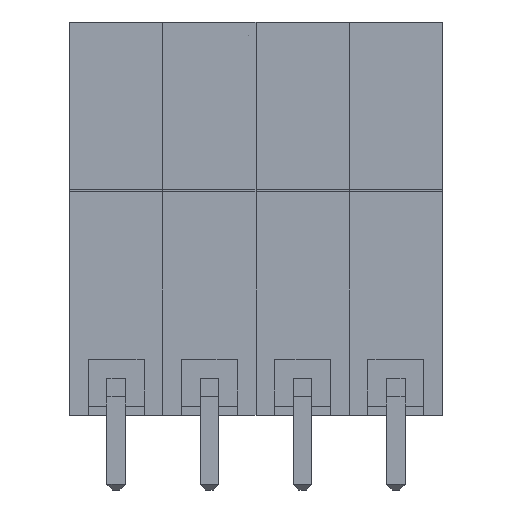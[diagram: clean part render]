
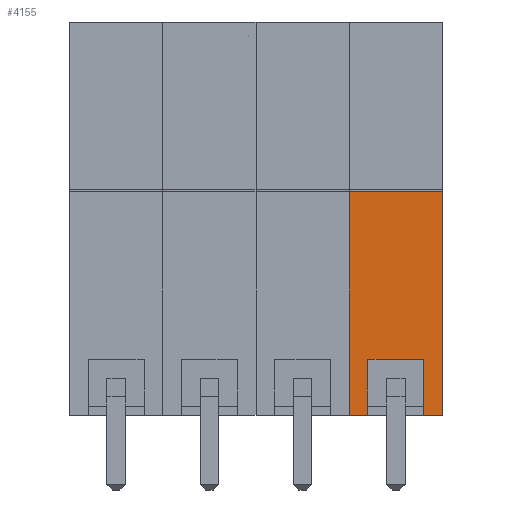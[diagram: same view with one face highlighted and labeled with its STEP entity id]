
A CAD part, left-side view. The second image highlights one B-rep face of the part: STEP entity #4155.
In plain terms, the highlighted planar face has unit normal (-1, 0, 0).
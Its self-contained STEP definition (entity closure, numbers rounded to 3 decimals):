
#3112 = VERTEX_POINT('',#3113);
#3113 = CARTESIAN_POINT('',(-4.,2.5,0.));
#3122 = PLANE('',#3123);
#3123 = AXIS2_PLACEMENT_3D('',#3124,#3125,#3126);
#3124 = CARTESIAN_POINT('',(-4.,2.5,0.));
#3125 = DIRECTION('',(0.,0.,1.));
#3126 = DIRECTION('',(1.,0.,0.));
#3134 = PLANE('',#3135);
#3135 = AXIS2_PLACEMENT_3D('',#3136,#3137,#3138);
#3136 = CARTESIAN_POINT('',(-4.,2.5,0.));
#3137 = DIRECTION('',(0.,1.,0.));
#3138 = DIRECTION('',(0.,0.,1.));
#3146 = EDGE_CURVE('',#3112,#3147,#3149,.T.);
#3147 = VERTEX_POINT('',#3148);
#3148 = CARTESIAN_POINT('',(-4.,1.5,0.));
#3149 = SURFACE_CURVE('',#3150,(#3154,#3161),.PCURVE_S1.);
#3150 = LINE('',#3151,#3152);
#3151 = CARTESIAN_POINT('',(-4.,2.5,0.));
#3152 = VECTOR('',#3153,1.);
#3153 = DIRECTION('',(0.,-1.,0.));
#3154 = PCURVE('',#3122,#3155);
#3155 = DEFINITIONAL_REPRESENTATION('',(#3156),#3160);
#3156 = LINE('',#3157,#3158);
#3157 = CARTESIAN_POINT('',(0.,0.));
#3158 = VECTOR('',#3159,1.);
#3159 = DIRECTION('',(0.,-1.));
#3160 = ( GEOMETRIC_REPRESENTATION_CONTEXT(2) 
PARAMETRIC_REPRESENTATION_CONTEXT() REPRESENTATION_CONTEXT('2D SPACE',''
  ) );
#3161 = PCURVE('',#3162,#3167);
#3162 = PLANE('',#3163);
#3163 = AXIS2_PLACEMENT_3D('',#3164,#3165,#3166);
#3164 = CARTESIAN_POINT('',(-4.,2.5,12.));
#3165 = DIRECTION('',(1.,0.,0.));
#3166 = DIRECTION('',(0.,0.,-1.));
#3167 = DEFINITIONAL_REPRESENTATION('',(#3168),#3172);
#3168 = LINE('',#3169,#3170);
#3169 = CARTESIAN_POINT('',(12.,0.));
#3170 = VECTOR('',#3171,1.);
#3171 = DIRECTION('',(0.,-1.));
#3172 = ( GEOMETRIC_REPRESENTATION_CONTEXT(2) 
PARAMETRIC_REPRESENTATION_CONTEXT() REPRESENTATION_CONTEXT('2D SPACE',''
  ) );
#3190 = PLANE('',#3191);
#3191 = AXIS2_PLACEMENT_3D('',#3192,#3193,#3194);
#3192 = CARTESIAN_POINT('',(-4.,1.5,0.));
#3193 = DIRECTION('',(0.,-1.,0.));
#3194 = DIRECTION('',(0.,0.,1.));
#3287 = VERTEX_POINT('',#3288);
#3288 = CARTESIAN_POINT('',(-4.,-1.5,0.));
#3302 = PLANE('',#3303);
#3303 = AXIS2_PLACEMENT_3D('',#3304,#3305,#3306);
#3304 = CARTESIAN_POINT('',(-4.,-1.5,3.));
#3305 = DIRECTION('',(0.,1.,0.));
#3306 = DIRECTION('',(0.,0.,-1.));
#3314 = EDGE_CURVE('',#3287,#3315,#3317,.T.);
#3315 = VERTEX_POINT('',#3316);
#3316 = CARTESIAN_POINT('',(-4.,-2.5,0.));
#3317 = SURFACE_CURVE('',#3318,(#3322,#3329),.PCURVE_S1.);
#3318 = LINE('',#3319,#3320);
#3319 = CARTESIAN_POINT('',(-4.,2.5,0.));
#3320 = VECTOR('',#3321,1.);
#3321 = DIRECTION('',(0.,-1.,0.));
#3322 = PCURVE('',#3122,#3323);
#3323 = DEFINITIONAL_REPRESENTATION('',(#3324),#3328);
#3324 = LINE('',#3325,#3326);
#3325 = CARTESIAN_POINT('',(0.,0.));
#3326 = VECTOR('',#3327,1.);
#3327 = DIRECTION('',(0.,-1.));
#3328 = ( GEOMETRIC_REPRESENTATION_CONTEXT(2) 
PARAMETRIC_REPRESENTATION_CONTEXT() REPRESENTATION_CONTEXT('2D SPACE',''
  ) );
#3329 = PCURVE('',#3162,#3330);
#3330 = DEFINITIONAL_REPRESENTATION('',(#3331),#3335);
#3331 = LINE('',#3332,#3333);
#3332 = CARTESIAN_POINT('',(12.,0.));
#3333 = VECTOR('',#3334,1.);
#3334 = DIRECTION('',(0.,-1.));
#3335 = ( GEOMETRIC_REPRESENTATION_CONTEXT(2) 
PARAMETRIC_REPRESENTATION_CONTEXT() REPRESENTATION_CONTEXT('2D SPACE',''
  ) );
#3353 = PLANE('',#3354);
#3354 = AXIS2_PLACEMENT_3D('',#3355,#3356,#3357);
#3355 = CARTESIAN_POINT('',(-4.,-2.5,0.));
#3356 = DIRECTION('',(0.,1.,0.));
#3357 = DIRECTION('',(0.,0.,1.));
#3395 = EDGE_CURVE('',#3396,#3112,#3398,.T.);
#3396 = VERTEX_POINT('',#3397);
#3397 = CARTESIAN_POINT('',(-4.,2.5,12.));
#3398 = SURFACE_CURVE('',#3399,(#3403,#3410),.PCURVE_S1.);
#3399 = LINE('',#3400,#3401);
#3400 = CARTESIAN_POINT('',(-4.,2.5,12.));
#3401 = VECTOR('',#3402,1.);
#3402 = DIRECTION('',(0.,0.,-1.));
#3403 = PCURVE('',#3134,#3404);
#3404 = DEFINITIONAL_REPRESENTATION('',(#3405),#3409);
#3405 = LINE('',#3406,#3407);
#3406 = CARTESIAN_POINT('',(12.,0.));
#3407 = VECTOR('',#3408,1.);
#3408 = DIRECTION('',(-1.,0.));
#3409 = ( GEOMETRIC_REPRESENTATION_CONTEXT(2) 
PARAMETRIC_REPRESENTATION_CONTEXT() REPRESENTATION_CONTEXT('2D SPACE',''
  ) );
#3410 = PCURVE('',#3162,#3411);
#3411 = DEFINITIONAL_REPRESENTATION('',(#3412),#3416);
#3412 = LINE('',#3413,#3414);
#3413 = CARTESIAN_POINT('',(0.,0.));
#3414 = VECTOR('',#3415,1.);
#3415 = DIRECTION('',(1.,0.));
#3416 = ( GEOMETRIC_REPRESENTATION_CONTEXT(2) 
PARAMETRIC_REPRESENTATION_CONTEXT() REPRESENTATION_CONTEXT('2D SPACE',''
  ) );
#3434 = PLANE('',#3435);
#3435 = AXIS2_PLACEMENT_3D('',#3436,#3437,#3438);
#3436 = CARTESIAN_POINT('',(-3.,2.5,12.));
#3437 = DIRECTION('',(0.,0.,-1.));
#3438 = DIRECTION('',(-1.,0.,0.));
#3828 = EDGE_CURVE('',#3829,#3315,#3831,.T.);
#3829 = VERTEX_POINT('',#3830);
#3830 = CARTESIAN_POINT('',(-4.,-2.5,12.));
#3831 = SURFACE_CURVE('',#3832,(#3836,#3843),.PCURVE_S1.);
#3832 = LINE('',#3833,#3834);
#3833 = CARTESIAN_POINT('',(-4.,-2.5,12.));
#3834 = VECTOR('',#3835,1.);
#3835 = DIRECTION('',(0.,0.,-1.));
#3836 = PCURVE('',#3353,#3837);
#3837 = DEFINITIONAL_REPRESENTATION('',(#3838),#3842);
#3838 = LINE('',#3839,#3840);
#3839 = CARTESIAN_POINT('',(12.,0.));
#3840 = VECTOR('',#3841,1.);
#3841 = DIRECTION('',(-1.,0.));
#3842 = ( GEOMETRIC_REPRESENTATION_CONTEXT(2) 
PARAMETRIC_REPRESENTATION_CONTEXT() REPRESENTATION_CONTEXT('2D SPACE',''
  ) );
#3843 = PCURVE('',#3162,#3844);
#3844 = DEFINITIONAL_REPRESENTATION('',(#3845),#3849);
#3845 = LINE('',#3846,#3847);
#3846 = CARTESIAN_POINT('',(0.,-5.));
#3847 = VECTOR('',#3848,1.);
#3848 = DIRECTION('',(1.,0.));
#3849 = ( GEOMETRIC_REPRESENTATION_CONTEXT(2) 
PARAMETRIC_REPRESENTATION_CONTEXT() REPRESENTATION_CONTEXT('2D SPACE',''
  ) );
#4155 = ADVANCED_FACE('',(#4156),#3162,.F.);
#4156 = FACE_BOUND('',#4157,.F.);
#4157 = EDGE_LOOP('',(#4158,#4159,#4180,#4181,#4182,#4205,#4233,#4254));
#4158 = ORIENTED_EDGE('',*,*,#3395,.F.);
#4159 = ORIENTED_EDGE('',*,*,#4160,.T.);
#4160 = EDGE_CURVE('',#3396,#3829,#4161,.T.);
#4161 = SURFACE_CURVE('',#4162,(#4166,#4173),.PCURVE_S1.);
#4162 = LINE('',#4163,#4164);
#4163 = CARTESIAN_POINT('',(-4.,2.5,12.));
#4164 = VECTOR('',#4165,1.);
#4165 = DIRECTION('',(0.,-1.,0.));
#4166 = PCURVE('',#3162,#4167);
#4167 = DEFINITIONAL_REPRESENTATION('',(#4168),#4172);
#4168 = LINE('',#4169,#4170);
#4169 = CARTESIAN_POINT('',(0.,0.));
#4170 = VECTOR('',#4171,1.);
#4171 = DIRECTION('',(0.,-1.));
#4172 = ( GEOMETRIC_REPRESENTATION_CONTEXT(2) 
PARAMETRIC_REPRESENTATION_CONTEXT() REPRESENTATION_CONTEXT('2D SPACE',''
  ) );
#4173 = PCURVE('',#3434,#4174);
#4174 = DEFINITIONAL_REPRESENTATION('',(#4175),#4179);
#4175 = LINE('',#4176,#4177);
#4176 = CARTESIAN_POINT('',(1.,0.));
#4177 = VECTOR('',#4178,1.);
#4178 = DIRECTION('',(0.,-1.));
#4179 = ( GEOMETRIC_REPRESENTATION_CONTEXT(2) 
PARAMETRIC_REPRESENTATION_CONTEXT() REPRESENTATION_CONTEXT('2D SPACE',''
  ) );
#4180 = ORIENTED_EDGE('',*,*,#3828,.T.);
#4181 = ORIENTED_EDGE('',*,*,#3314,.F.);
#4182 = ORIENTED_EDGE('',*,*,#4183,.F.);
#4183 = EDGE_CURVE('',#4184,#3287,#4186,.T.);
#4184 = VERTEX_POINT('',#4185);
#4185 = CARTESIAN_POINT('',(-4.,-1.5,3.));
#4186 = SURFACE_CURVE('',#4187,(#4191,#4198),.PCURVE_S1.);
#4187 = LINE('',#4188,#4189);
#4188 = CARTESIAN_POINT('',(-4.,-1.5,3.));
#4189 = VECTOR('',#4190,1.);
#4190 = DIRECTION('',(0.,0.,-1.));
#4191 = PCURVE('',#3162,#4192);
#4192 = DEFINITIONAL_REPRESENTATION('',(#4193),#4197);
#4193 = LINE('',#4194,#4195);
#4194 = CARTESIAN_POINT('',(9.,-4.));
#4195 = VECTOR('',#4196,1.);
#4196 = DIRECTION('',(1.,0.));
#4197 = ( GEOMETRIC_REPRESENTATION_CONTEXT(2) 
PARAMETRIC_REPRESENTATION_CONTEXT() REPRESENTATION_CONTEXT('2D SPACE',''
  ) );
#4198 = PCURVE('',#3302,#4199);
#4199 = DEFINITIONAL_REPRESENTATION('',(#4200),#4204);
#4200 = LINE('',#4201,#4202);
#4201 = CARTESIAN_POINT('',(0.,0.));
#4202 = VECTOR('',#4203,1.);
#4203 = DIRECTION('',(1.,0.));
#4204 = ( GEOMETRIC_REPRESENTATION_CONTEXT(2) 
PARAMETRIC_REPRESENTATION_CONTEXT() REPRESENTATION_CONTEXT('2D SPACE',''
  ) );
#4205 = ORIENTED_EDGE('',*,*,#4206,.F.);
#4206 = EDGE_CURVE('',#4207,#4184,#4209,.T.);
#4207 = VERTEX_POINT('',#4208);
#4208 = CARTESIAN_POINT('',(-4.,1.5,3.));
#4209 = SURFACE_CURVE('',#4210,(#4214,#4221),.PCURVE_S1.);
#4210 = LINE('',#4211,#4212);
#4211 = CARTESIAN_POINT('',(-4.,1.5,3.));
#4212 = VECTOR('',#4213,1.);
#4213 = DIRECTION('',(0.,-1.,0.));
#4214 = PCURVE('',#3162,#4215);
#4215 = DEFINITIONAL_REPRESENTATION('',(#4216),#4220);
#4216 = LINE('',#4217,#4218);
#4217 = CARTESIAN_POINT('',(9.,-1.));
#4218 = VECTOR('',#4219,1.);
#4219 = DIRECTION('',(0.,-1.));
#4220 = ( GEOMETRIC_REPRESENTATION_CONTEXT(2) 
PARAMETRIC_REPRESENTATION_CONTEXT() REPRESENTATION_CONTEXT('2D SPACE',''
  ) );
#4221 = PCURVE('',#4222,#4227);
#4222 = PLANE('',#4223);
#4223 = AXIS2_PLACEMENT_3D('',#4224,#4225,#4226);
#4224 = CARTESIAN_POINT('',(-4.,1.5,3.));
#4225 = DIRECTION('',(0.,0.,-1.));
#4226 = DIRECTION('',(0.,-1.,0.));
#4227 = DEFINITIONAL_REPRESENTATION('',(#4228),#4232);
#4228 = LINE('',#4229,#4230);
#4229 = CARTESIAN_POINT('',(0.,0.));
#4230 = VECTOR('',#4231,1.);
#4231 = DIRECTION('',(1.,0.));
#4232 = ( GEOMETRIC_REPRESENTATION_CONTEXT(2) 
PARAMETRIC_REPRESENTATION_CONTEXT() REPRESENTATION_CONTEXT('2D SPACE',''
  ) );
#4233 = ORIENTED_EDGE('',*,*,#4234,.F.);
#4234 = EDGE_CURVE('',#3147,#4207,#4235,.T.);
#4235 = SURFACE_CURVE('',#4236,(#4240,#4247),.PCURVE_S1.);
#4236 = LINE('',#4237,#4238);
#4237 = CARTESIAN_POINT('',(-4.,1.5,0.));
#4238 = VECTOR('',#4239,1.);
#4239 = DIRECTION('',(0.,0.,1.));
#4240 = PCURVE('',#3162,#4241);
#4241 = DEFINITIONAL_REPRESENTATION('',(#4242),#4246);
#4242 = LINE('',#4243,#4244);
#4243 = CARTESIAN_POINT('',(12.,-1.));
#4244 = VECTOR('',#4245,1.);
#4245 = DIRECTION('',(-1.,0.));
#4246 = ( GEOMETRIC_REPRESENTATION_CONTEXT(2) 
PARAMETRIC_REPRESENTATION_CONTEXT() REPRESENTATION_CONTEXT('2D SPACE',''
  ) );
#4247 = PCURVE('',#3190,#4248);
#4248 = DEFINITIONAL_REPRESENTATION('',(#4249),#4253);
#4249 = LINE('',#4250,#4251);
#4250 = CARTESIAN_POINT('',(0.,0.));
#4251 = VECTOR('',#4252,1.);
#4252 = DIRECTION('',(1.,0.));
#4253 = ( GEOMETRIC_REPRESENTATION_CONTEXT(2) 
PARAMETRIC_REPRESENTATION_CONTEXT() REPRESENTATION_CONTEXT('2D SPACE',''
  ) );
#4254 = ORIENTED_EDGE('',*,*,#3146,.F.);
